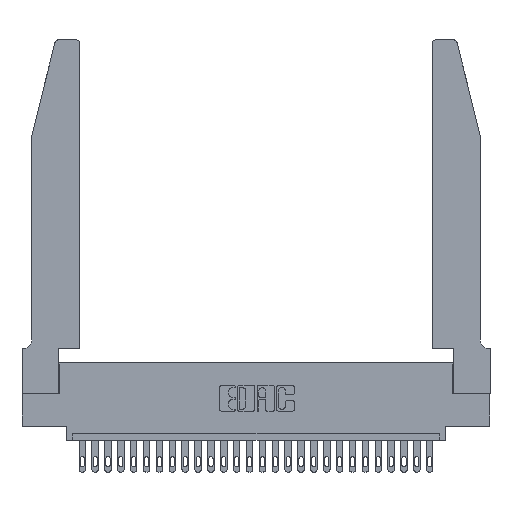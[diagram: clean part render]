
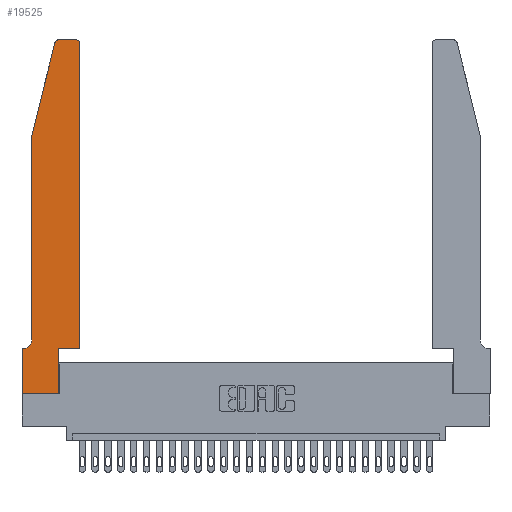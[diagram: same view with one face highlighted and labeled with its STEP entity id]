
A CAD part, top view. The second image highlights one B-rep face of the part: STEP entity #19525.
In plain terms, the highlighted planar face has unit normal (0, 0, 1).
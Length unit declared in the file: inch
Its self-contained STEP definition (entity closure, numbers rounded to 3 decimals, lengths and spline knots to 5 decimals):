
#173 = DIRECTION ( 'NONE',  ( 1., 0., 0. ) ) ;
#178 = ORIENTED_EDGE ( 'NONE', *, *, #16792, .T. ) ;
#214 = AXIS2_PLACEMENT_3D ( 'NONE', #14145, #3316, #10004 ) ;
#388 = EDGE_LOOP ( 'NONE', ( #15418, #26214, #4955, #5507, #178, #3878, #11607, #2585, #8963, #16353, #19377, #27104 ) ) ;
#1294 = CARTESIAN_POINT ( 'NONE',  ( 0., 0., 0.37 ) ) ;
#1445 = PLANE ( 'NONE',  #214 ) ;
#1876 = CARTESIAN_POINT ( 'NONE',  ( 0.0755, 0.42, 0.37 ) ) ;
#2585 = ORIENTED_EDGE ( 'NONE', *, *, #5212, .T. ) ;
#2810 = LINE ( 'NONE', #20972, #3158 ) ;
#2876 = CARTESIAN_POINT ( 'NONE',  ( 0., 0., 0.37 ) ) ;
#3079 = VERTEX_POINT ( 'NONE', #25230 ) ;
#3121 = CARTESIAN_POINT ( 'NONE',  ( 0.2865, 0., 0.37 ) ) ;
#3158 = VECTOR ( 'NONE', #8132, 39.37008 ) ;
#3276 = EDGE_CURVE ( 'NONE', #10650, #16392, #16704, .T. ) ;
#3316 = DIRECTION ( 'NONE',  ( 0., 0., 1. ) ) ;
#3426 = EDGE_CURVE ( 'NONE', #5502, #20637, #17029, .T. ) ;
#3699 = EDGE_CURVE ( 'NONE', #22635, #3079, #11598, .T. ) ;
#3836 = AXIS2_PLACEMENT_3D ( 'NONE', #24130, #13775, #17699 ) ;
#3878 = ORIENTED_EDGE ( 'NONE', *, *, #18364, .T. ) ;
#3946 = EDGE_CURVE ( 'NONE', #3079, #9237, #15283, .T. ) ;
#4955 = ORIENTED_EDGE ( 'NONE', *, *, #17698, .T. ) ;
#4963 = CARTESIAN_POINT ( 'NONE',  ( 0.284, 2.75, 0.37 ) ) ;
#5033 = LINE ( 'NONE', #7541, #22141 ) ;
#5054 = DIRECTION ( 'NONE',  ( -1., 0., 0. ) ) ;
#5212 = EDGE_CURVE ( 'NONE', #26715, #22635, #2810, .T. ) ;
#5502 = VERTEX_POINT ( 'NONE', #4963 ) ;
#5507 = ORIENTED_EDGE ( 'NONE', *, *, #25195, .T. ) ;
#5966 = VERTEX_POINT ( 'NONE', #12916 ) ;
#7479 = VECTOR ( 'NONE', #7603, 39.37008 ) ;
#7541 = CARTESIAN_POINT ( 'NONE',  ( 0.0755, 0.35, 0.37 ) ) ;
#7582 = VECTOR ( 'NONE', #11740, 39.37008 ) ;
#7603 = DIRECTION ( 'NONE',  ( 0., -1., 0. ) ) ;
#8132 = DIRECTION ( 'NONE',  ( 1., 0., 0. ) ) ;
#8687 = DIRECTION ( 'NONE',  ( 0., 1., 0. ) ) ;
#8963 = ORIENTED_EDGE ( 'NONE', *, *, #3699, .T. ) ;
#9005 = LINE ( 'NONE', #21509, #21721 ) ;
#9237 = VERTEX_POINT ( 'NONE', #9874 ) ;
#9571 = VECTOR ( 'NONE', #173, 39.37008 ) ;
#9874 = CARTESIAN_POINT ( 'NONE',  ( 0.4505, 0.35, 0.37 ) ) ;
#10004 = DIRECTION ( 'NONE',  ( 1., 0., 0. ) ) ;
#10293 = CARTESIAN_POINT ( 'NONE',  ( 0.2865, 0.35, 0.37 ) ) ;
#10505 = LINE ( 'NONE', #19766, #16544 ) ;
#10650 = VERTEX_POINT ( 'NONE', #16796 ) ;
#10676 = VERTEX_POINT ( 'NONE', #1876 ) ;
#10815 = CARTESIAN_POINT ( 'NONE',  ( 0.0755, 2., 0.37 ) ) ;
#11162 = LINE ( 'NONE', #1294, #7479 ) ;
#11598 = LINE ( 'NONE', #10293, #7582 ) ;
#11607 = ORIENTED_EDGE ( 'NONE', *, *, #20254, .T. ) ;
#11740 = DIRECTION ( 'NONE',  ( 0., 1., 0. ) ) ;
#12205 = DIRECTION ( 'NONE',  ( 1., 0., 0. ) ) ;
#12916 = CARTESIAN_POINT ( 'NONE',  ( 0., 0.35, 0.37 ) ) ;
#13041 = VERTEX_POINT ( 'NONE', #22752 ) ;
#13400 = DIRECTION ( 'NONE',  ( -0.239, -0.971, 0. ) ) ;
#13515 = VECTOR ( 'NONE', #5054, 39.37008 ) ;
#13775 = DIRECTION ( 'NONE',  ( 0., 0., 1. ) ) ;
#14083 = EDGE_CURVE ( 'NONE', #9237, #10650, #9005, .T. ) ;
#14145 = CARTESIAN_POINT ( 'NONE',  ( 0., 0.35, 0.37 ) ) ;
#14248 = CIRCLE ( 'NONE', #15540, 0.07 ) ;
#15283 = LINE ( 'NONE', #21225, #9571 ) ;
#15418 = ORIENTED_EDGE ( 'NONE', *, *, #18623, .T. ) ;
#15493 = CARTESIAN_POINT ( 'NONE',  ( 0.4205, 2.75, 0.37 ) ) ;
#15540 = AXIS2_PLACEMENT_3D ( 'NONE', #22605, #26734, #24865 ) ;
#16353 = ORIENTED_EDGE ( 'NONE', *, *, #3946, .T. ) ;
#16392 = VERTEX_POINT ( 'NONE', #15493 ) ;
#16544 = VECTOR ( 'NONE', #13400, 39.37008 ) ;
#16704 = CIRCLE ( 'NONE', #21610, 0.03 ) ;
#16792 = EDGE_CURVE ( 'NONE', #10676, #13041, #14248, .T. ) ;
#16796 = CARTESIAN_POINT ( 'NONE',  ( 0.4505, 2.72, 0.37 ) ) ;
#17029 = CIRCLE ( 'NONE', #3836, 0.03 ) ;
#17649 = DIRECTION ( 'NONE',  ( -1., 0., 0. ) ) ;
#17698 = EDGE_CURVE ( 'NONE', #20637, #23832, #10505, .T. ) ;
#17699 = DIRECTION ( 'NONE',  ( 1., 0., 0. ) ) ;
#18364 = EDGE_CURVE ( 'NONE', #13041, #5966, #5033, .T. ) ;
#18623 = EDGE_CURVE ( 'NONE', #16392, #5502, #23250, .T. ) ;
#19377 = ORIENTED_EDGE ( 'NONE', *, *, #14083, .T. ) ;
#19525 = ADVANCED_FACE ( 'NONE', ( #23290 ), #1445, .T. ) ;
#19766 = CARTESIAN_POINT ( 'NONE',  ( 0.0755, 2., 0.37 ) ) ;
#20254 = EDGE_CURVE ( 'NONE', #5966, #26715, #11162, .T. ) ;
#20637 = VERTEX_POINT ( 'NONE', #22820 ) ;
#20931 = DIRECTION ( 'NONE',  ( 0., 0., 1. ) ) ;
#20972 = CARTESIAN_POINT ( 'NONE',  ( 0., 0., 0.37 ) ) ;
#21185 = VECTOR ( 'NONE', #25213, 39.37008 ) ;
#21225 = CARTESIAN_POINT ( 'NONE',  ( 0.4505, 0.35, 0.37 ) ) ;
#21509 = CARTESIAN_POINT ( 'NONE',  ( 0.4505, 0.35, 0.37 ) ) ;
#21610 = AXIS2_PLACEMENT_3D ( 'NONE', #27379, #20931, #12205 ) ;
#21721 = VECTOR ( 'NONE', #8687, 39.37008 ) ;
#22141 = VECTOR ( 'NONE', #17649, 39.37008 ) ;
#22385 = CARTESIAN_POINT ( 'NONE',  ( 0.2605, 2.75, 0.37 ) ) ;
#22605 = CARTESIAN_POINT ( 'NONE',  ( 0.0055, 0.42, 0.37 ) ) ;
#22635 = VERTEX_POINT ( 'NONE', #3121 ) ;
#22752 = CARTESIAN_POINT ( 'NONE',  ( 0.0055, 0.35, 0.37 ) ) ;
#22820 = CARTESIAN_POINT ( 'NONE',  ( 0.25487, 2.72718, 0.37 ) ) ;
#23046 = CARTESIAN_POINT ( 'NONE',  ( 0.0755, 2., 0.37 ) ) ;
#23250 = LINE ( 'NONE', #22385, #13515 ) ;
#23290 = FACE_OUTER_BOUND ( 'NONE', #388, .T. ) ;
#23832 = VERTEX_POINT ( 'NONE', #10815 ) ;
#24130 = CARTESIAN_POINT ( 'NONE',  ( 0.284, 2.72, 0.37 ) ) ;
#24865 = DIRECTION ( 'NONE',  ( -1., 0., 0. ) ) ;
#25195 = EDGE_CURVE ( 'NONE', #23832, #10676, #25969, .T. ) ;
#25213 = DIRECTION ( 'NONE',  ( 0., -1., 0. ) ) ;
#25230 = CARTESIAN_POINT ( 'NONE',  ( 0.2865, 0.35, 0.37 ) ) ;
#25969 = LINE ( 'NONE', #23046, #21185 ) ;
#26214 = ORIENTED_EDGE ( 'NONE', *, *, #3426, .T. ) ;
#26715 = VERTEX_POINT ( 'NONE', #2876 ) ;
#26734 = DIRECTION ( 'NONE',  ( 0., 0., -1. ) ) ;
#27104 = ORIENTED_EDGE ( 'NONE', *, *, #3276, .T. ) ;
#27379 = CARTESIAN_POINT ( 'NONE',  ( 0.4205, 2.72, 0.37 ) ) ;
